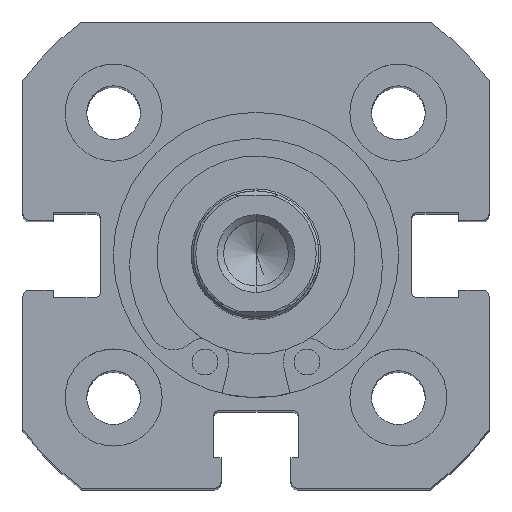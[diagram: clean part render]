
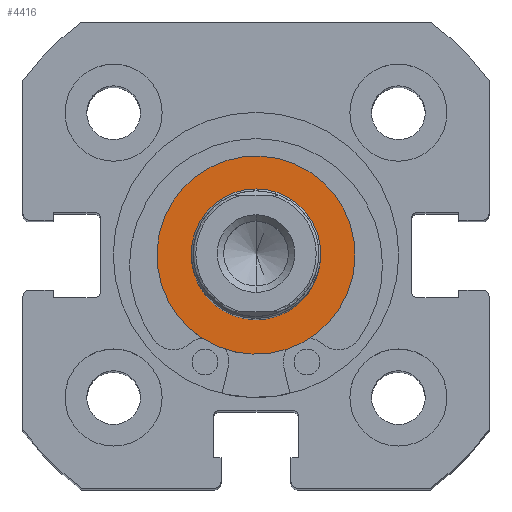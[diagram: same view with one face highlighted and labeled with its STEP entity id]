
A CAD part, top view. The second image highlights one B-rep face of the part: STEP entity #4416.
In plain terms, the highlighted face is planar.
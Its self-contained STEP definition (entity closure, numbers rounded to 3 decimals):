
#123 = EDGE_CURVE ( 'NONE', #942, #1042, #6154, .T. ) ;
#170 = EDGE_CURVE ( 'NONE', #1042, #942, #1230, .T. ) ;
#331 = EDGE_CURVE ( 'NONE', #950, #937, #1673, .T. ) ;
#355 = EDGE_CURVE ( 'NONE', #937, #950, #1640, .T. ) ;
#454 = AXIS2_PLACEMENT_3D ( 'NONE', #4749, #4680, #4746 ) ;
#467 = AXIS2_PLACEMENT_3D ( 'NONE', #1409, #1407, #1428 ) ;
#531 = AXIS2_PLACEMENT_3D ( 'NONE', #3170, #3171, #3172 ) ;
#548 = AXIS2_PLACEMENT_3D ( 'NONE', #3224, #3233, #3234 ) ;
#772 = AXIS2_PLACEMENT_3D ( 'NONE', #5626, #5628, #5629 ) ;
#937 = VERTEX_POINT ( 'NONE', #3415 ) ;
#942 = VERTEX_POINT ( 'NONE', #3420 ) ;
#950 = VERTEX_POINT ( 'NONE', #3428 ) ;
#1042 = VERTEX_POINT ( 'NONE', #3520 ) ;
#1230 = CIRCLE ( 'NONE', #467, 7.65 ) ;
#1407 = DIRECTION ( 'NONE',  ( -1., 0., 0. ) ) ;
#1409 = CARTESIAN_POINT ( 'NONE',  ( 0., 0., 0. ) ) ;
#1428 = DIRECTION ( 'NONE',  ( 0., 0., 1. ) ) ;
#1640 = CIRCLE ( 'NONE', #548, 5. ) ;
#1673 = CIRCLE ( 'NONE', #531, 5. ) ;
#2703 = ORIENTED_EDGE ( 'NONE', *, *, #123, .T. ) ;
#2767 = ORIENTED_EDGE ( 'NONE', *, *, #170, .T. ) ;
#2770 = ORIENTED_EDGE ( 'NONE', *, *, #355, .F. ) ;
#2774 = ORIENTED_EDGE ( 'NONE', *, *, #331, .F. ) ;
#3170 = CARTESIAN_POINT ( 'NONE',  ( 0., 0., 0. ) ) ;
#3171 = DIRECTION ( 'NONE',  ( -1., 0., 0. ) ) ;
#3172 = DIRECTION ( 'NONE',  ( 0., 0., 1. ) ) ;
#3224 = CARTESIAN_POINT ( 'NONE',  ( 0., 0., 0. ) ) ;
#3233 = DIRECTION ( 'NONE',  ( -1., 0., 0. ) ) ;
#3234 = DIRECTION ( 'NONE',  ( 0., 0., 1. ) ) ;
#3415 = CARTESIAN_POINT ( 'NONE',  ( 0., 0., 5. ) ) ;
#3420 = CARTESIAN_POINT ( 'NONE',  ( 0., 0., -7.65 ) ) ;
#3428 = CARTESIAN_POINT ( 'NONE',  ( 0., 0., -5. ) ) ;
#3520 = CARTESIAN_POINT ( 'NONE',  ( 0., 0., 7.65 ) ) ;
#4416 = ADVANCED_FACE ( 'NONE', ( #5186, #5189 ), #5627, .F. ) ;
#4599 = EDGE_LOOP ( 'NONE', ( #2770, #2774 ) ) ;
#4601 = EDGE_LOOP ( 'NONE', ( #2767, #2703 ) ) ;
#4680 = DIRECTION ( 'NONE',  ( -1., 0., 0. ) ) ;
#4746 = DIRECTION ( 'NONE',  ( 0., 0., 1. ) ) ;
#4749 = CARTESIAN_POINT ( 'NONE',  ( 0., 0., 0. ) ) ;
#5186 = FACE_BOUND ( 'NONE', #4599, .T. ) ;
#5189 = FACE_OUTER_BOUND ( 'NONE', #4601, .T. ) ;
#5626 = CARTESIAN_POINT ( 'NONE',  ( 0., 7.65, 0. ) ) ;
#5627 = PLANE ( 'NONE',  #772 ) ;
#5628 = DIRECTION ( 'NONE',  ( 1., 0., 0. ) ) ;
#5629 = DIRECTION ( 'NONE',  ( 0., 0., -1. ) ) ;
#6154 = CIRCLE ( 'NONE', #454, 7.65 ) ;
